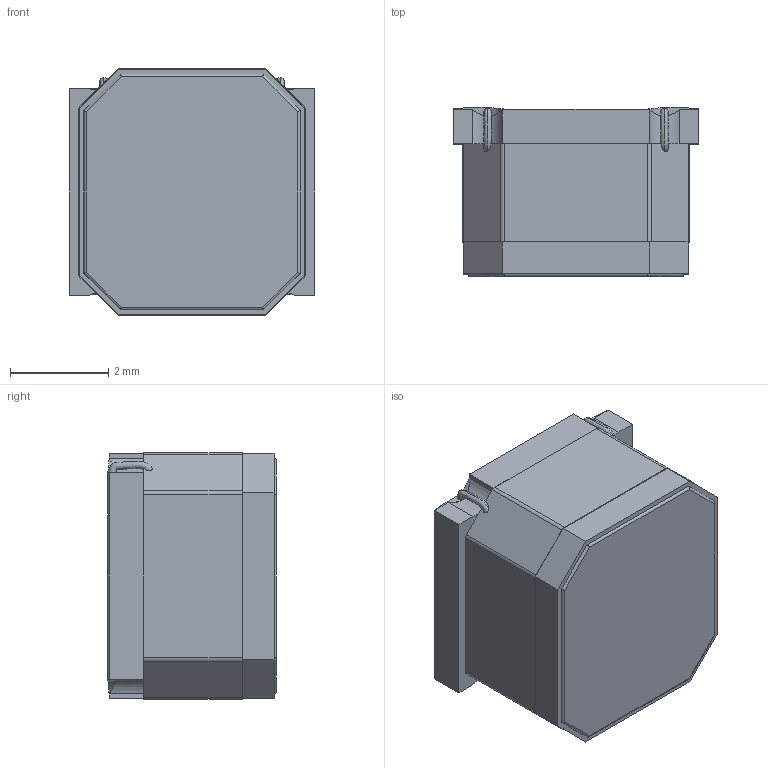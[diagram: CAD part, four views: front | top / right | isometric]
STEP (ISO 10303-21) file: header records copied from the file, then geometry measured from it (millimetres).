
FILE_DESCRIPTION(/* description */ (''),/* implementation_level */ '2;1');
FILE_NAME(/* name */ 'Bournes-SRN5040.step',/* time_stamp */ '2025-07-30T16:42:25-07:00',/* author */ (''),/* organization */ (''),/* preprocessor_version */ 'ST-DEVELOPER v20.1',/* originating_system */ 'Autodesk Translation Framework v14.10.0.0',/* authorisation */ '');
FILE_SCHEMA (('AUTOMOTIVE_DESIGN { 1 0 10303 214 3 1 1 }'));
Length unit declared in the file: millimetre
Products named in the file (1): SRN5040 series
Bounding box: 5 x 3.44 x 5.02 mm (x, y, z)
Volume: 75.5 mm3; surface area: 136.4 mm2
Topology: 1 solids, 2 shells, 92 faces, 252 edges, 162 vertices
Faces by surface type: plane 52, cylinder 36, bspline 4
Full cylindrical faces by diameter (mm): 2.2 x1, 2.21 x1
Entity records: 4022 total; most frequent: CARTESIAN_POINT 1555, ORIENTED_EDGE 504, DIRECTION 454, EDGE_CURVE 252, VERTEX_POINT 162, LINE 160, VECTOR 160, AXIS2_PLACEMENT_3D 147
